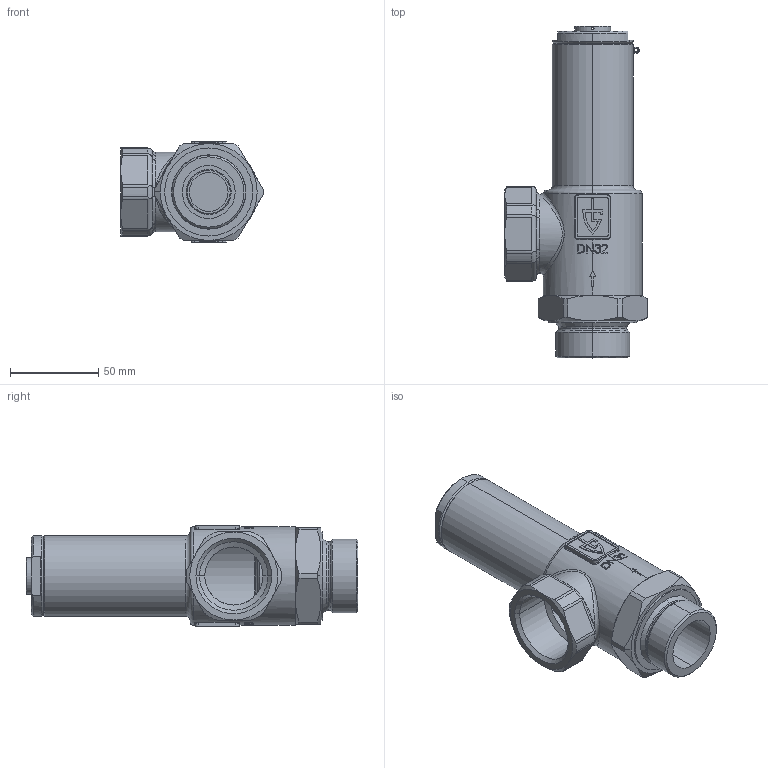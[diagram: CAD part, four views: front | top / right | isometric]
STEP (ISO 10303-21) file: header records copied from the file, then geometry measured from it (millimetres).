
FILE_DESCRIPTION (( 'STEP AP214' ), '1' );
FILE_NAME ('417tGFO-32-m+f-32+32 Dummy.STEP', '2013-01-30T14:42:41', ( 'Blankenhorn' ), ( '' ), 'SwSTEP 2.0', 'SolidWorks 2013', '' );
FILE_SCHEMA (( 'AUTOMOTIVE_DESIGN' ));
Length unit declared in the file: millimetre
Products named in the file (1): 417tGFO-32-m+f-32+32 Dummy
Bounding box: 81 x 188.53 x 57 mm (x, y, z)
Volume: 196128.2 mm3; surface area: 73853.7 mm2
Topology: 4 solids, 4 shells, 524 faces, 1327 edges, 838 vertices
Faces by surface type: plane 188, cylinder 149, bspline 82, cone 66, torus 39
Entity records: 27358 total; most frequent: CARTESIAN_POINT 9443, ORIENTED_EDGE 2654, DIRECTION 2351, EDGE_CURVE 1327, AXIS2_PLACEMENT_3D 896, VERTEX_POINT 838, EDGE_LOOP 565, VECTOR 559
